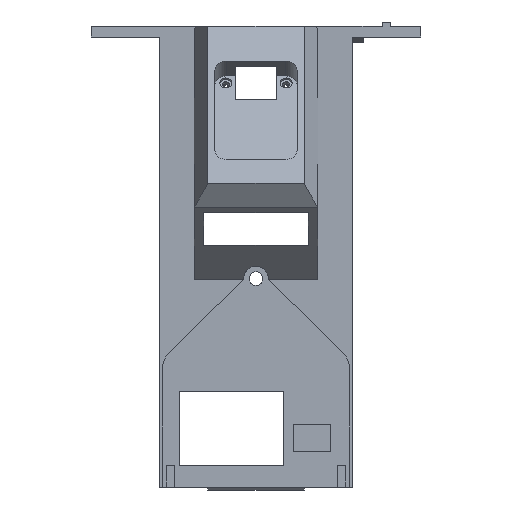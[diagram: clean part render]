
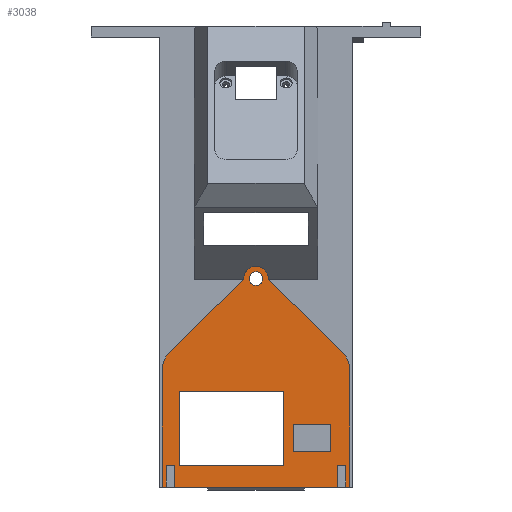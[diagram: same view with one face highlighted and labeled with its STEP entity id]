
A CAD part, front view. The second image highlights one B-rep face of the part: STEP entity #3038.
In plain terms, the highlighted planar face has unit normal (0, -1, 0).
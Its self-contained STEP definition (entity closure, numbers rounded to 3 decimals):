
#20=FACE_BOUND('',#353,.T.);
#21=FACE_BOUND('',#354,.T.);
#22=FACE_BOUND('',#355,.T.);
#23=FACE_BOUND('',#356,.T.);
#24=FACE_BOUND('',#357,.T.);
#58=PLANE('',#3223);
#185=FACE_OUTER_BOUND('',#352,.T.);
#352=EDGE_LOOP('',(#2144,#2145,#2146,#2147,#2148,#2149,#2150,#2151));
#353=EDGE_LOOP('',(#2152,#2153,#2154,#2155));
#354=EDGE_LOOP('',(#2156,#2157,#2158,#2159,#2160,#2161));
#355=EDGE_LOOP('',(#2162,#2163,#2164,#2165,#2166,#2167));
#356=EDGE_LOOP('',(#2168,#2169,#2170,#2171));
#357=EDGE_LOOP('',(#2172));
#546=CIRCLE('',#3214,4.5);
#548=CIRCLE('',#3221,10.);
#550=CIRCLE('',#3224,10.);
#551=CIRCLE('',#3225,2.5);
#631=LINE('',#4336,#998);
#632=LINE('',#4339,#999);
#656=LINE('',#4395,#1023);
#657=LINE('',#4397,#1024);
#658=LINE('',#4398,#1025);
#659=LINE('',#4401,#1026);
#660=LINE('',#4403,#1027);
#661=LINE('',#4405,#1028);
#662=LINE('',#4406,#1029);
#663=LINE('',#4409,#1030);
#664=LINE('',#4411,#1031);
#665=LINE('',#4413,#1032);
#666=LINE('',#4415,#1033);
#667=LINE('',#4417,#1034);
#668=LINE('',#4418,#1035);
#669=LINE('',#4421,#1036);
#670=LINE('',#4423,#1037);
#671=LINE('',#4425,#1038);
#672=LINE('',#4427,#1039);
#673=LINE('',#4429,#1040);
#674=LINE('',#4430,#1041);
#675=LINE('',#4433,#1042);
#676=LINE('',#4435,#1043);
#677=LINE('',#4437,#1044);
#678=LINE('',#4438,#1045);
#998=VECTOR('',#3473,10.);
#999=VECTOR('',#3476,10.);
#1023=VECTOR('',#3516,10.);
#1024=VECTOR('',#3517,10.);
#1025=VECTOR('',#3518,10.);
#1026=VECTOR('',#3519,10.);
#1027=VECTOR('',#3520,10.);
#1028=VECTOR('',#3521,10.);
#1029=VECTOR('',#3522,10.);
#1030=VECTOR('',#3523,10.);
#1031=VECTOR('',#3524,10.);
#1032=VECTOR('',#3525,10.);
#1033=VECTOR('',#3526,10.);
#1034=VECTOR('',#3527,10.);
#1035=VECTOR('',#3528,10.);
#1036=VECTOR('',#3529,10.);
#1037=VECTOR('',#3530,10.);
#1038=VECTOR('',#3531,10.);
#1039=VECTOR('',#3532,10.);
#1040=VECTOR('',#3533,10.);
#1041=VECTOR('',#3534,10.);
#1042=VECTOR('',#3535,10.);
#1043=VECTOR('',#3536,10.);
#1044=VECTOR('',#3537,10.);
#1045=VECTOR('',#3538,10.);
#1361=VERTEX_POINT('',#4322);
#1363=VERTEX_POINT('',#4326);
#1366=VERTEX_POINT('',#4334);
#1367=VERTEX_POINT('',#4338);
#1388=VERTEX_POINT('',#4386);
#1390=VERTEX_POINT('',#4392);
#1391=VERTEX_POINT('',#4394);
#1392=VERTEX_POINT('',#4396);
#1393=VERTEX_POINT('',#4399);
#1394=VERTEX_POINT('',#4400);
#1395=VERTEX_POINT('',#4402);
#1396=VERTEX_POINT('',#4404);
#1397=VERTEX_POINT('',#4407);
#1398=VERTEX_POINT('',#4408);
#1399=VERTEX_POINT('',#4410);
#1400=VERTEX_POINT('',#4412);
#1401=VERTEX_POINT('',#4414);
#1402=VERTEX_POINT('',#4416);
#1403=VERTEX_POINT('',#4419);
#1404=VERTEX_POINT('',#4420);
#1405=VERTEX_POINT('',#4422);
#1406=VERTEX_POINT('',#4424);
#1407=VERTEX_POINT('',#4426);
#1408=VERTEX_POINT('',#4428);
#1409=VERTEX_POINT('',#4431);
#1410=VERTEX_POINT('',#4432);
#1411=VERTEX_POINT('',#4434);
#1412=VERTEX_POINT('',#4436);
#1413=VERTEX_POINT('',#4439);
#1657=EDGE_CURVE('',#1363,#1361,#546,.F.);
#1661=EDGE_CURVE('',#1366,#1363,#631,.T.);
#1662=EDGE_CURVE('',#1361,#1367,#632,.T.);
#1686=EDGE_CURVE('',#1388,#1367,#548,.T.);
#1689=EDGE_CURVE('',#1366,#1390,#550,.T.);
#1690=EDGE_CURVE('',#1390,#1391,#656,.T.);
#1691=EDGE_CURVE('',#1392,#1391,#657,.T.);
#1692=EDGE_CURVE('',#1392,#1388,#658,.T.);
#1693=EDGE_CURVE('',#1393,#1394,#659,.T.);
#1694=EDGE_CURVE('',#1395,#1393,#660,.T.);
#1695=EDGE_CURVE('',#1396,#1395,#661,.T.);
#1696=EDGE_CURVE('',#1394,#1396,#662,.T.);
#1697=EDGE_CURVE('',#1397,#1398,#663,.T.);
#1698=EDGE_CURVE('',#1399,#1397,#664,.T.);
#1699=EDGE_CURVE('',#1400,#1399,#665,.T.);
#1700=EDGE_CURVE('',#1401,#1400,#666,.T.);
#1701=EDGE_CURVE('',#1402,#1401,#667,.T.);
#1702=EDGE_CURVE('',#1398,#1402,#668,.T.);
#1703=EDGE_CURVE('',#1403,#1404,#669,.T.);
#1704=EDGE_CURVE('',#1405,#1403,#670,.T.);
#1705=EDGE_CURVE('',#1406,#1405,#671,.T.);
#1706=EDGE_CURVE('',#1407,#1406,#672,.T.);
#1707=EDGE_CURVE('',#1407,#1408,#673,.F.);
#1708=EDGE_CURVE('',#1408,#1404,#674,.F.);
#1709=EDGE_CURVE('',#1409,#1410,#675,.T.);
#1710=EDGE_CURVE('',#1411,#1409,#676,.T.);
#1711=EDGE_CURVE('',#1412,#1411,#677,.T.);
#1712=EDGE_CURVE('',#1410,#1412,#678,.T.);
#1713=EDGE_CURVE('',#1413,#1413,#551,.T.);
#2144=ORIENTED_EDGE('',*,*,#1686,.T.);
#2145=ORIENTED_EDGE('',*,*,#1662,.F.);
#2146=ORIENTED_EDGE('',*,*,#1657,.F.);
#2147=ORIENTED_EDGE('',*,*,#1661,.F.);
#2148=ORIENTED_EDGE('',*,*,#1689,.T.);
#2149=ORIENTED_EDGE('',*,*,#1690,.T.);
#2150=ORIENTED_EDGE('',*,*,#1691,.F.);
#2151=ORIENTED_EDGE('',*,*,#1692,.T.);
#2152=ORIENTED_EDGE('',*,*,#1693,.F.);
#2153=ORIENTED_EDGE('',*,*,#1694,.F.);
#2154=ORIENTED_EDGE('',*,*,#1695,.F.);
#2155=ORIENTED_EDGE('',*,*,#1696,.F.);
#2156=ORIENTED_EDGE('',*,*,#1697,.F.);
#2157=ORIENTED_EDGE('',*,*,#1698,.F.);
#2158=ORIENTED_EDGE('',*,*,#1699,.F.);
#2159=ORIENTED_EDGE('',*,*,#1700,.F.);
#2160=ORIENTED_EDGE('',*,*,#1701,.F.);
#2161=ORIENTED_EDGE('',*,*,#1702,.F.);
#2162=ORIENTED_EDGE('',*,*,#1703,.F.);
#2163=ORIENTED_EDGE('',*,*,#1704,.F.);
#2164=ORIENTED_EDGE('',*,*,#1705,.F.);
#2165=ORIENTED_EDGE('',*,*,#1706,.F.);
#2166=ORIENTED_EDGE('',*,*,#1707,.T.);
#2167=ORIENTED_EDGE('',*,*,#1708,.T.);
#2168=ORIENTED_EDGE('',*,*,#1709,.F.);
#2169=ORIENTED_EDGE('',*,*,#1710,.F.);
#2170=ORIENTED_EDGE('',*,*,#1711,.F.);
#2171=ORIENTED_EDGE('',*,*,#1712,.F.);
#2172=ORIENTED_EDGE('',*,*,#1713,.F.);
#3038=ADVANCED_FACE('',(#185,#20,#21,#22,#23,#24),#58,.F.);
#3214=AXIS2_PLACEMENT_3D('',#4328,#3466,#3467);
#3221=AXIS2_PLACEMENT_3D('',#4387,#3507,#3508);
#3223=AXIS2_PLACEMENT_3D('',#4391,#3512,#3513);
#3224=AXIS2_PLACEMENT_3D('',#4393,#3514,#3515);
#3225=AXIS2_PLACEMENT_3D('',#4440,#3539,#3540);
#3466=DIRECTION('center_axis',(0.,-1.,0.));
#3467=DIRECTION('ref_axis',(1.,0.,0.));
#3473=DIRECTION('',(0.714,0.,0.7));
#3476=DIRECTION('',(0.714,0.,-0.7));
#3507=DIRECTION('center_axis',(0.,-1.,0.));
#3508=DIRECTION('ref_axis',(0.922,0.,0.387));
#3512=DIRECTION('center_axis',(0.,1.,0.));
#3513=DIRECTION('ref_axis',(0.,0.,1.));
#3514=DIRECTION('center_axis',(0.,-1.,0.));
#3515=DIRECTION('ref_axis',(-0.922,0.,0.387));
#3516=DIRECTION('',(0.,0.,-1.));
#3517=DIRECTION('',(-1.,0.,0.));
#3518=DIRECTION('',(0.,0.,1.));
#3519=DIRECTION('',(-1.,0.,0.));
#3520=DIRECTION('',(0.,0.,1.));
#3521=DIRECTION('',(1.,0.,0.));
#3522=DIRECTION('',(0.,0.,-1.));
#3523=DIRECTION('',(0.,0.,-1.));
#3524=DIRECTION('',(1.,0.,0.));
#3525=DIRECTION('',(0.,0.,-1.));
#3526=DIRECTION('',(-1.,0.,0.));
#3527=DIRECTION('',(0.,0.,1.));
#3528=DIRECTION('',(1.,0.,0.));
#3529=DIRECTION('',(1.,0.,0.));
#3530=DIRECTION('',(0.,0.,-1.));
#3531=DIRECTION('',(-1.,0.,0.));
#3532=DIRECTION('',(0.,0.,1.));
#3533=DIRECTION('',(1.,0.,0.));
#3534=DIRECTION('',(0.,0.,1.));
#3535=DIRECTION('',(-1.,0.,0.));
#3536=DIRECTION('',(0.,0.,1.));
#3537=DIRECTION('',(1.,0.,0.));
#3538=DIRECTION('',(0.,0.,-1.));
#3539=DIRECTION('center_axis',(0.,-1.,0.));
#3540=DIRECTION('ref_axis',(1.,0.,0.));
#4322=CARTESIAN_POINT('',(4.495,-53.5,137.791));
#4326=CARTESIAN_POINT('',(-4.495,-53.5,137.791));
#4328=CARTESIAN_POINT('Origin',(0.,-53.5,138.));
#4334=CARTESIAN_POINT('',(-31.205,-53.5,111.577));
#4336=CARTESIAN_POINT('',(-22.262,-53.5,120.353));
#4338=CARTESIAN_POINT('',(31.205,-53.5,111.577));
#4339=CARTESIAN_POINT('',(37.117,-53.5,105.774));
#4386=CARTESIAN_POINT('',(34.2,-53.5,104.44));
#4387=CARTESIAN_POINT('Origin',(24.2,-53.5,104.44));
#4391=CARTESIAN_POINT('Origin',(0.,-53.5,62.));
#4392=CARTESIAN_POINT('',(-34.2,-53.5,104.44));
#4393=CARTESIAN_POINT('Origin',(-24.2,-53.5,104.44));
#4394=CARTESIAN_POINT('',(-34.2,-53.5,62.));
#4395=CARTESIAN_POINT('',(-34.2,-53.5,82.125));
#4396=CARTESIAN_POINT('',(34.2,-53.5,62.));
#4397=CARTESIAN_POINT('',(-17.5,-53.5,62.));
#4398=CARTESIAN_POINT('',(34.2,-53.5,82.125));
#4399=CARTESIAN_POINT('',(10.,-53.5,97.));
#4400=CARTESIAN_POINT('',(-28.,-53.5,97.));
#4401=CARTESIAN_POINT('',(5.,-53.5,97.));
#4402=CARTESIAN_POINT('',(10.,-53.5,70.));
#4403=CARTESIAN_POINT('',(10.,-53.5,77.376));
#4404=CARTESIAN_POINT('',(-28.,-53.5,70.));
#4405=CARTESIAN_POINT('',(-8.75,-53.5,70.));
#4406=CARTESIAN_POINT('',(-28.,-53.5,90.876));
#4407=CARTESIAN_POINT('',(-30.,-53.5,67.));
#4408=CARTESIAN_POINT('',(-30.,-53.5,66.));
#4409=CARTESIAN_POINT('',(-30.,-53.5,63.));
#4410=CARTESIAN_POINT('',(-32.7,-53.5,67.));
#4411=CARTESIAN_POINT('',(-16.5,-53.5,67.));
#4412=CARTESIAN_POINT('',(-32.7,-53.5,70.));
#4413=CARTESIAN_POINT('',(-32.7,-53.5,77.376));
#4414=CARTESIAN_POINT('',(-29.7,-53.5,70.));
#4415=CARTESIAN_POINT('',(-14.85,-53.5,70.));
#4416=CARTESIAN_POINT('',(-29.7,-53.5,66.));
#4417=CARTESIAN_POINT('',(-29.7,-53.5,75.376));
#4418=CARTESIAN_POINT('',(-15.,-53.5,66.));
#4419=CARTESIAN_POINT('',(29.7,-53.5,66.));
#4420=CARTESIAN_POINT('',(30.,-53.5,66.));
#4421=CARTESIAN_POINT('',(14.85,-53.5,66.));
#4422=CARTESIAN_POINT('',(29.7,-53.5,70.));
#4423=CARTESIAN_POINT('',(29.7,-53.5,77.376));
#4424=CARTESIAN_POINT('',(32.7,-53.5,70.));
#4425=CARTESIAN_POINT('',(16.35,-53.5,70.));
#4426=CARTESIAN_POINT('',(32.7,-53.5,67.));
#4427=CARTESIAN_POINT('',(32.7,-53.5,75.376));
#4428=CARTESIAN_POINT('',(30.,-53.5,67.));
#4429=CARTESIAN_POINT('',(16.5,-53.5,67.));
#4430=CARTESIAN_POINT('',(30.,-53.5,63.));
#4431=CARTESIAN_POINT('',(27.,-53.5,85.));
#4432=CARTESIAN_POINT('',(13.5,-53.5,85.));
#4433=CARTESIAN_POINT('',(13.5,-53.5,85.));
#4434=CARTESIAN_POINT('',(27.,-53.5,75.));
#4435=CARTESIAN_POINT('',(27.,-53.5,79.876));
#4436=CARTESIAN_POINT('',(13.5,-53.5,75.));
#4437=CARTESIAN_POINT('',(6.75,-53.5,75.));
#4438=CARTESIAN_POINT('',(13.5,-53.5,84.876));
#4439=CARTESIAN_POINT('',(-2.5,-53.5,138.));
#4440=CARTESIAN_POINT('Origin',(0.,-53.5,138.));
